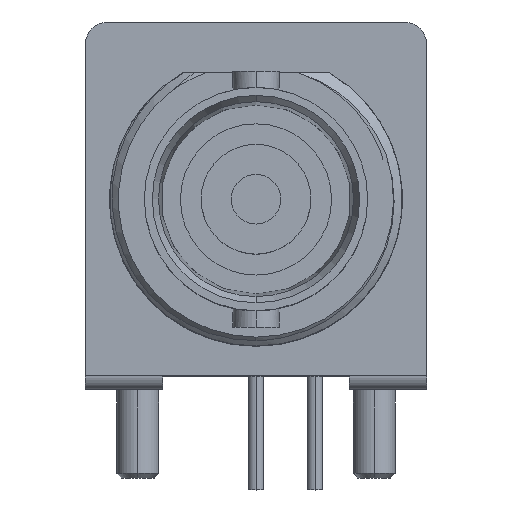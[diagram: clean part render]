
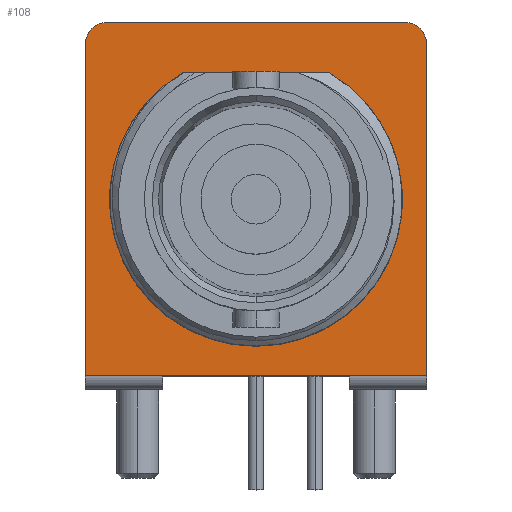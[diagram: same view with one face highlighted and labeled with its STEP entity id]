
A CAD part, top view. The second image highlights one B-rep face of the part: STEP entity #108.
In plain terms, the highlighted planar face has unit normal (0, 0, 1).
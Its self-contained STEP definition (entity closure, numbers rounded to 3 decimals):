
#108=ADVANCED_FACE('',(#297,#298),#299,.T.);
#297=FACE_OUTER_BOUND('',#1873,.T.);
#298=FACE_BOUND('',#1874,.T.);
#299=PLANE('',#1875);
#1873=EDGE_LOOP('',(#2450,#2451,#2452,#2453,#2454,#2455));
#1874=EDGE_LOOP('',(#2456,#2457,#2458,#2459,#2460));
#1875=AXIS2_PLACEMENT_3D('',#2461,#2462,#2463);
#2450=ORIENTED_EDGE('',*,*,#3127,.F.);
#2451=ORIENTED_EDGE('',*,*,#3128,.T.);
#2452=ORIENTED_EDGE('',*,*,#3129,.T.);
#2453=ORIENTED_EDGE('',*,*,#3130,.T.);
#2454=ORIENTED_EDGE('',*,*,#3131,.F.);
#2455=ORIENTED_EDGE('',*,*,#3132,.T.);
#2456=ORIENTED_EDGE('',*,*,#3094,.F.);
#2457=ORIENTED_EDGE('',*,*,#3126,.T.);
#2458=ORIENTED_EDGE('',*,*,#3115,.T.);
#2459=ORIENTED_EDGE('',*,*,#3063,.T.);
#2460=ORIENTED_EDGE('',*,*,#3117,.T.);
#2461=CARTESIAN_POINT('',(-7.35,7.65,-20.75));
#2462=DIRECTION('',(0.0,0.0,1.0));
#2463=DIRECTION('',(1.0,0.0,0.0));
#3063=EDGE_CURVE('',#3494,#3492,#3495,.T.);
#3094=EDGE_CURVE('',#3537,#3539,#3540,.T.);
#3115=EDGE_CURVE('',#3562,#3494,#3563,.T.);
#3117=EDGE_CURVE('',#3492,#3539,#3565,.T.);
#3126=EDGE_CURVE('',#3537,#3562,#3574,.T.);
#3127=EDGE_CURVE('',#3575,#3576,#3577,.T.);
#3128=EDGE_CURVE('',#3575,#3578,#3579,.T.);
#3129=EDGE_CURVE('',#3578,#3580,#3581,.T.);
#3130=EDGE_CURVE('',#3580,#3582,#3583,.T.);
#3131=EDGE_CURVE('',#3584,#3582,#3585,.T.);
#3132=EDGE_CURVE('',#3584,#3576,#3586,.T.);
#3492=VERTEX_POINT('',#4900);
#3494=VERTEX_POINT('',#4906);
#3495=LINE('',#4907,#4908);
#3537=VERTEX_POINT('',#5273);
#3539=VERTEX_POINT('',#5283);
#3540=CIRCLE('',#5284,6.295);
#3562=VERTEX_POINT('',#5887);
#3563=B_SPLINE_CURVE_WITH_KNOTS('',3,(#5888,#5889,#5890,#5891,#5892,#5893,#5894,#5895,#5896,#5897,#5898,#5899,#5900),.UNSPECIFIED.,.F.,.F.,(4,1,1,1,1,1,1,1,1,1,4),(0.0,0.1,0.2,0.3,0.4,0.5,0.6,0.7,0.8,0.9,1.0),.UNSPECIFIED.);
#3565=B_SPLINE_CURVE_WITH_KNOTS('',3,(#5930,#5931,#5932,#5933,#5934,#5935,#5936,#5937,#5938,#5939),.UNSPECIFIED.,.F.,.F.,(4,1,1,1,1,1,1,4),(0.0,0.143,0.286,0.429,0.571,0.714,0.857,1.0),.UNSPECIFIED.);
#3574=B_SPLINE_CURVE_WITH_KNOTS('',3,(#6134,#6135,#6136,#6137,#6138,#6139,#6140,#6141,#6142,#6143,#6144,#6145,#6146,#6147,#6148,#6149,#6150,#6151,#6152,#6153,#6154,#6155,#6156,#6157,#6158),.UNSPECIFIED.,.F.,.F.,(4,1,1,1,1,1,1,1,1,1,1,1,1,1,1,1,1,1,1,1,1,1,4),(0.,0.045,0.091,0.136,0.182,0.227,0.273,0.318,0.364,0.409,0.455,0.5,0.545,0.591,0.636,0.682,0.727,0.773,0.818,0.864,0.909,0.955,1.0),.UNSPECIFIED.);
#3575=VERTEX_POINT('',#6159);
#3576=VERTEX_POINT('',#6160);
#3577=LINE('',#6161,#6162);
#3578=VERTEX_POINT('',#6163);
#3579=CIRCLE('',#6164,1.0);
#3580=VERTEX_POINT('',#6165);
#3581=LINE('',#6166,#6167);
#3582=VERTEX_POINT('',#6168);
#3583=LINE('',#6169,#6170);
#3584=VERTEX_POINT('',#6171);
#3585=LINE('',#6172,#6173);
#3586=CIRCLE('',#6174,1.0);
#4900=CARTESIAN_POINT('',(2.916,5.45,-20.75));
#4906=CARTESIAN_POINT('',(-2.541,5.45,-20.75));
#4907=CARTESIAN_POINT('',(-2.541,5.45,-20.75));
#4908=VECTOR('',#6585,5.457);
#5273=CARTESIAN_POINT('',(6.052,1.731,-20.75));
#5283=CARTESIAN_POINT('',(5.656,2.763,-20.75));
#5284=AXIS2_PLACEMENT_3D('',#6587,#6588,#6589);
#5887=CARTESIAN_POINT('',(-5.36,-2.057,-20.75));
#5888=CARTESIAN_POINT('',(-5.36,-2.057,-20.75));
#5889=CARTESIAN_POINT('',(-5.472,-1.79,-20.75));
#5890=CARTESIAN_POINT('',(-5.655,-1.245,-20.75));
#5891=CARTESIAN_POINT('',(-5.806,-0.378,-20.75));
#5892=CARTESIAN_POINT('',(-5.824,0.497,-20.75));
#5893=CARTESIAN_POINT('',(-5.71,1.37,-20.75));
#5894=CARTESIAN_POINT('',(-5.465,2.222,-20.75));
#5895=CARTESIAN_POINT('',(-5.097,3.024,-20.75));
#5896=CARTESIAN_POINT('',(-4.607,3.772,-20.75));
#5897=CARTESIAN_POINT('',(-4.014,4.435,-20.75));
#5898=CARTESIAN_POINT('',(-3.321,5.007,-20.75));
#5899=CARTESIAN_POINT('',(-2.81,5.314,-20.75));
#5900=CARTESIAN_POINT('',(-2.541,5.45,-20.75));
#5930=CARTESIAN_POINT('',(2.916,5.45,-20.75));
#5931=CARTESIAN_POINT('',(3.1,5.358,-20.75));
#5932=CARTESIAN_POINT('',(3.448,5.162,-20.75));
#5933=CARTESIAN_POINT('',(3.906,4.844,-20.75));
#5934=CARTESIAN_POINT('',(4.326,4.495,-20.75));
#5935=CARTESIAN_POINT('',(4.715,4.111,-20.75));
#5936=CARTESIAN_POINT('',(5.07,3.69,-20.75));
#5937=CARTESIAN_POINT('',(5.388,3.24,-20.75));
#5938=CARTESIAN_POINT('',(5.571,2.925,-20.75));
#5939=CARTESIAN_POINT('',(5.656,2.763,-20.75));
#6134=CARTESIAN_POINT('',(6.052,1.731,-20.75));
#6135=CARTESIAN_POINT('',(6.104,1.528,-20.75));
#6136=CARTESIAN_POINT('',(6.186,1.122,-20.75));
#6137=CARTESIAN_POINT('',(6.248,0.508,-20.75));
#6138=CARTESIAN_POINT('',(6.25,-0.107,-20.75));
#6139=CARTESIAN_POINT('',(6.189,-0.749,-20.75));
#6140=CARTESIAN_POINT('',(6.048,-1.438,-20.75));
#6141=CARTESIAN_POINT('',(5.796,-2.196,-20.75));
#6142=CARTESIAN_POINT('',(5.403,-2.988,-20.75));
#6143=CARTESIAN_POINT('',(4.881,-3.739,-20.75));
#6144=CARTESIAN_POINT('',(4.247,-4.409,-20.75));
#6145=CARTESIAN_POINT('',(3.519,-4.976,-20.75));
#6146=CARTESIAN_POINT('',(2.72,-5.423,-20.75));
#6147=CARTESIAN_POINT('',(1.864,-5.744,-20.75));
#6148=CARTESIAN_POINT('',(0.976,-5.932,-20.75));
#6149=CARTESIAN_POINT('',(0.07,-5.984,-20.75));
#6150=CARTESIAN_POINT('',(-0.83,-5.899,-20.75));
#6151=CARTESIAN_POINT('',(-1.701,-5.68,-20.75));
#6152=CARTESIAN_POINT('',(-2.532,-5.331,-20.75));
#6153=CARTESIAN_POINT('',(-3.29,-4.867,-20.75));
#6154=CARTESIAN_POINT('',(-3.975,-4.288,-20.75));
#6155=CARTESIAN_POINT('',(-4.554,-3.622,-20.75));
#6156=CARTESIAN_POINT('',(-5.03,-2.87,-20.75));
#6157=CARTESIAN_POINT('',(-5.263,-2.335,-20.75));
#6158=CARTESIAN_POINT('',(-5.36,-2.057,-20.75));
#6159=CARTESIAN_POINT('',(-6.35,7.65,-20.75));
#6160=CARTESIAN_POINT('',(6.35,7.65,-20.75));
#6161=CARTESIAN_POINT('',(-6.35,7.65,-20.75));
#6162=VECTOR('',#6593,12.7);
#6163=CARTESIAN_POINT('',(-7.35,6.65,-20.75));
#6164=AXIS2_PLACEMENT_3D('',#6594,#6595,#6596);
#6165=CARTESIAN_POINT('',(-7.35,-7.55,-20.75));
#6166=CARTESIAN_POINT('',(-7.35,6.65,-20.75));
#6167=VECTOR('',#6597,14.2);
#6168=CARTESIAN_POINT('',(7.35,-7.55,-20.75));
#6169=CARTESIAN_POINT('',(-7.35,-7.55,-20.75));
#6170=VECTOR('',#6598,14.7);
#6171=CARTESIAN_POINT('',(7.35,6.65,-20.75));
#6172=CARTESIAN_POINT('',(7.35,6.65,-20.75));
#6173=VECTOR('',#6599,14.2);
#6174=AXIS2_PLACEMENT_3D('',#6600,#6601,#6602);
#6585=DIRECTION('',(1.0,0.0,0.0));
#6587=CARTESIAN_POINT('',(0.0,0.0,-20.75));
#6588=DIRECTION('',(0.0,-0.0,1.0));
#6589=DIRECTION('',(0.961,0.275,0.0));
#6593=DIRECTION('',(1.0,0.0,0.0));
#6594=CARTESIAN_POINT('',(-6.35,6.65,-20.75));
#6595=DIRECTION('',(0.0,-0.0,1.0));
#6596=DIRECTION('',(0.0,1.0,0.0));
#6597=DIRECTION('',(0.0,-1.0,0.0));
#6598=DIRECTION('',(1.0,0.0,0.0));
#6599=DIRECTION('',(0.0,-1.0,0.0));
#6600=CARTESIAN_POINT('',(6.35,6.65,-20.75));
#6601=DIRECTION('',(0.0,0.0,1.0));
#6602=DIRECTION('',(1.0,0.0,0.0));
